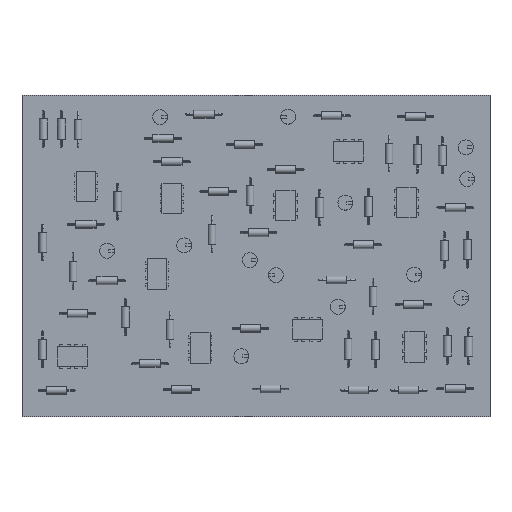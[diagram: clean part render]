
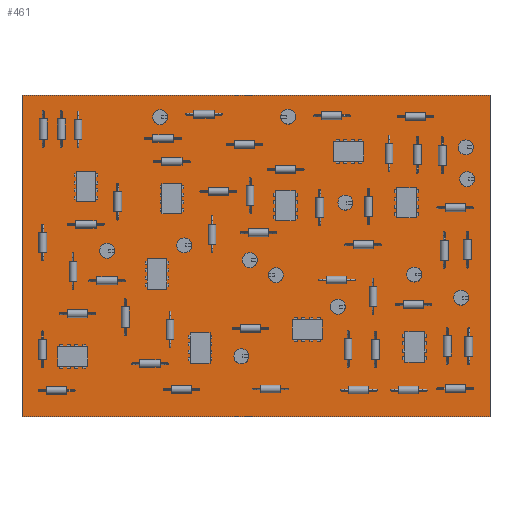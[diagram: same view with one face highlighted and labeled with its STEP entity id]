
A CAD part, top view. The second image highlights one B-rep face of the part: STEP entity #461.
In plain terms, the highlighted planar face has unit normal (0, 0, 1).
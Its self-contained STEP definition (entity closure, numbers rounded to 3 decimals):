
#332 = VERTEX_POINT('',#333);
#333 = CARTESIAN_POINT('',(23.876,20.574,0.411));
#339 = EDGE_CURVE('',#332,#340,#342,.T.);
#340 = VERTEX_POINT('',#341);
#341 = CARTESIAN_POINT('',(180.975,20.574,0.411));
#342 = LINE('',#343,#344);
#343 = CARTESIAN_POINT('',(23.876,20.574,0.411));
#344 = VECTOR('',#345,1.);
#345 = DIRECTION('',(1.,0.,0.));
#370 = EDGE_CURVE('',#340,#371,#373,.T.);
#371 = VERTEX_POINT('',#372);
#372 = CARTESIAN_POINT('',(180.975,128.397,0.411));
#373 = LINE('',#374,#375);
#374 = CARTESIAN_POINT('',(180.975,20.574,0.411));
#375 = VECTOR('',#376,1.);
#376 = DIRECTION('',(0.,1.,0.));
#401 = EDGE_CURVE('',#371,#402,#404,.T.);
#402 = VERTEX_POINT('',#403);
#403 = CARTESIAN_POINT('',(23.876,128.397,0.411));
#404 = LINE('',#405,#406);
#405 = CARTESIAN_POINT('',(180.975,128.397,0.411));
#406 = VECTOR('',#407,1.);
#407 = DIRECTION('',(-1.,0.,0.));
#432 = EDGE_CURVE('',#402,#332,#433,.T.);
#433 = LINE('',#434,#435);
#434 = CARTESIAN_POINT('',(23.876,128.397,0.411));
#435 = VECTOR('',#436,1.);
#436 = DIRECTION('',(0.,-1.,0.));
#461 = ADVANCED_FACE('',(#462),#468,.F.);
#462 = FACE_BOUND('',#463,.T.);
#463 = EDGE_LOOP('',(#464,#465,#466,#467));
#464 = ORIENTED_EDGE('',*,*,#339,.T.);
#465 = ORIENTED_EDGE('',*,*,#370,.T.);
#466 = ORIENTED_EDGE('',*,*,#401,.T.);
#467 = ORIENTED_EDGE('',*,*,#432,.T.);
#468 = PLANE('',#469);
#469 = AXIS2_PLACEMENT_3D('',#470,#471,#472);
#470 = CARTESIAN_POINT('',(23.876,20.574,0.411));
#471 = DIRECTION('',(0.,0.,-1.));
#472 = DIRECTION('',(-1.,0.,0.));
